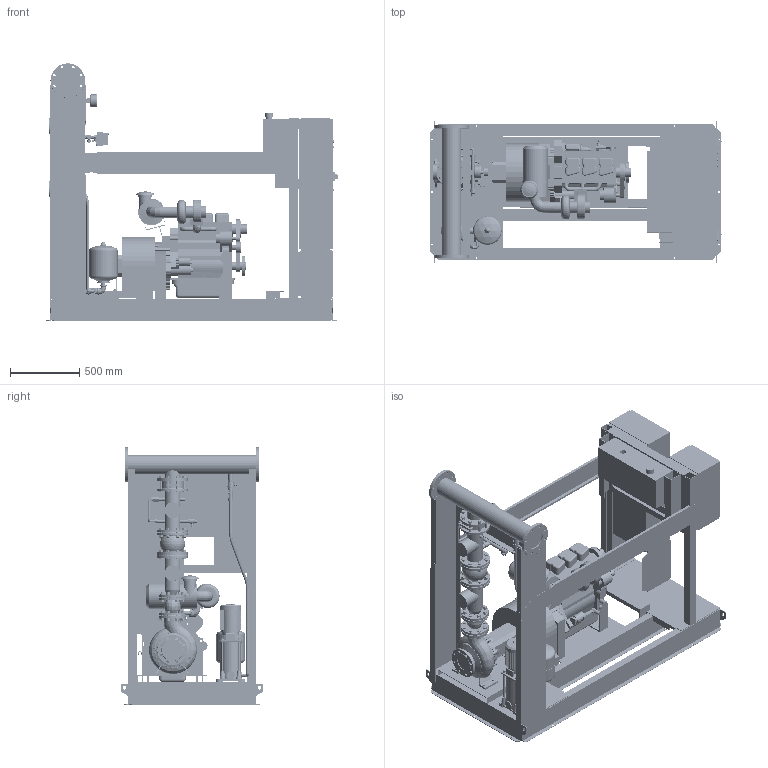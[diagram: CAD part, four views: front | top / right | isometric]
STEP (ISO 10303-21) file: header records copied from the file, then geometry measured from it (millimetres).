
FILE_DESCRIPTION((''),'2;1');
FILE_NAME('3d_Sifire-EN-80_200-215.5-47.7_1.1DJ-4183898.stp','2015-05-26T10:09:55',(''),(''),'Mechanical Desktop 2009','Mechanical Desktop 2009',', , ');
FILE_SCHEMA(('CONFIG_CONTROL_DESIGN'));
Length unit declared in the file: millimetre
Products named in the file (1): Product
Bounding box: 2105.5 x 1026 x 1860 mm (x, y, z)
Volume: 390669564.9 mm3; surface area: 30008577.8 mm2
Topology: 220 solids, 221 shells, 5385 faces, 13085 edges, 8255 vertices
Faces by surface type: plane 2056, bspline 1399, cylinder 1178, cone 580, torus 143, sphere 29
Entity records: 171422 total; most frequent: CARTESIAN_POINT 51291, ORIENTED_EDGE 26106, DIRECTION 23401, EDGE_CURVE 13053, VERTEX_POINT 8253, AXIS2_PLACEMENT_3D 8214, VECTOR 6973, LINE 6973
